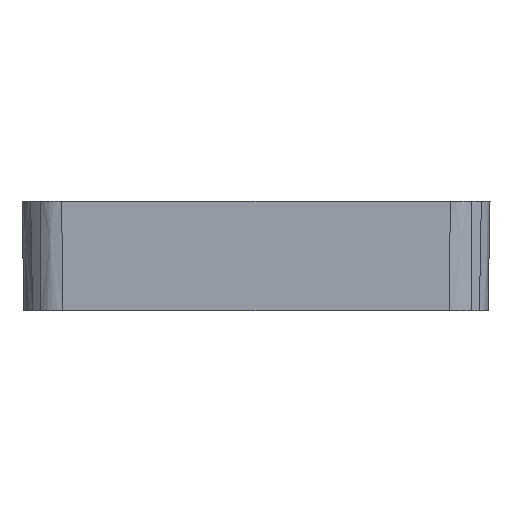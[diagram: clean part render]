
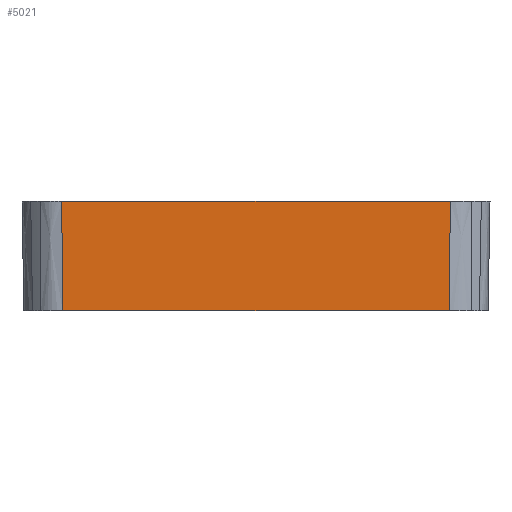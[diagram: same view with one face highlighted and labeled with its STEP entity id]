
A CAD part, left-side view. The second image highlights one B-rep face of the part: STEP entity #5021.
In plain terms, the highlighted planar face has unit normal (-1, 0, -0.018).
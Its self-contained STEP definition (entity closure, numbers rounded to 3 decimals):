
#191 = EDGE_CURVE ( 'NONE', #1740, #1742, #3170, .T. ) ;
#195 = EDGE_CURVE ( 'NONE', #1742, #1741, #2321, .T. ) ;
#198 = EDGE_CURVE ( 'NONE', #1738, #1740, #2324, .T. ) ;
#201 = EDGE_CURVE ( 'NONE', #1738, #1741, #3179, .T. ) ;
#377 = CARTESIAN_POINT ( 'NONE',  ( -14.878, 13.182, 0. ) ) ;
#385 = DIRECTION ( 'NONE',  ( 0., -1., 0. ) ) ;
#390 = CARTESIAN_POINT ( 'NONE',  ( -14.878, -12.401, 0. ) ) ;
#395 = CARTESIAN_POINT ( 'NONE',  ( -14.898, -12.409, 1.168 ) ) ;
#396 = CARTESIAN_POINT ( 'NONE',  ( -14.919, -12.417, 2.337 ) ) ;
#397 = CARTESIAN_POINT ( 'NONE',  ( -14.939, -12.425, 3.505 ) ) ;
#398 = CARTESIAN_POINT ( 'NONE',  ( -14.959, -12.434, 4.67 ) ) ;
#399 = CARTESIAN_POINT ( 'NONE',  ( -14.98, -12.442, 5.835 ) ) ;
#400 = CARTESIAN_POINT ( 'NONE',  ( -15., -12.45, 7. ) ) ;
#401 = CARTESIAN_POINT ( 'NONE',  ( -15., 12.45, 7. ) ) ;
#415 = CARTESIAN_POINT ( 'NONE',  ( -14.98, 12.442, 5.835 ) ) ;
#416 = CARTESIAN_POINT ( 'NONE',  ( -14.959, 12.434, 4.67 ) ) ;
#417 = CARTESIAN_POINT ( 'NONE',  ( -14.939, 12.425, 3.505 ) ) ;
#418 = CARTESIAN_POINT ( 'NONE',  ( -14.919, 12.417, 2.337 ) ) ;
#419 = CARTESIAN_POINT ( 'NONE',  ( -14.898, 12.409, 1.168 ) ) ;
#420 = CARTESIAN_POINT ( 'NONE',  ( -14.878, 12.401, 0. ) ) ;
#434 = CARTESIAN_POINT ( 'NONE',  ( -15., 13.182, 7. ) ) ;
#435 = DIRECTION ( 'NONE',  ( 0., -1., 0. ) ) ;
#769 = CARTESIAN_POINT ( 'NONE',  ( -15., 12.45, 7. ) ) ;
#771 = CARTESIAN_POINT ( 'NONE',  ( -14.878, 12.401, 0. ) ) ;
#772 = CARTESIAN_POINT ( 'NONE',  ( -15., -12.45, 7. ) ) ;
#773 = CARTESIAN_POINT ( 'NONE',  ( -14.878, -12.401, 0. ) ) ;
#1738 = VERTEX_POINT ( 'NONE', #769 ) ;
#1740 = VERTEX_POINT ( 'NONE', #771 ) ;
#1741 = VERTEX_POINT ( 'NONE', #772 ) ;
#1742 = VERTEX_POINT ( 'NONE', #773 ) ;
#2321 = B_SPLINE_CURVE_WITH_KNOTS ( 'NONE', 3,
 ( #390, #395, #396, #397, #398, #399, #400 ),
 .UNSPECIFIED., .F., .F.,
 ( 4, 3, 4 ),
 ( 0., 0.004, 0.007 ),
 .UNSPECIFIED. ) ;
#2324 = B_SPLINE_CURVE_WITH_KNOTS ( 'NONE', 3,
 ( #401, #415, #416, #417, #418, #419, #420 ),
 .UNSPECIFIED., .F., .F.,
 ( 4, 3, 4 ),
 ( 0., 0.003, 0.007 ),
 .UNSPECIFIED. ) ;
#2486 = ORIENTED_EDGE ( 'NONE', *, *, #198, .T. ) ;
#2495 = ORIENTED_EDGE ( 'NONE', *, *, #201, .F. ) ;
#2496 = ORIENTED_EDGE ( 'NONE', *, *, #191, .T. ) ;
#2497 = ORIENTED_EDGE ( 'NONE', *, *, #195, .T. ) ;
#2907 = EDGE_LOOP ( 'NONE', ( #2495, #2486, #2496, #2497 ) ) ;
#3167 = VECTOR ( 'NONE', #435, 1000. ) ;
#3170 = LINE ( 'NONE', #377, #3172 ) ;
#3172 = VECTOR ( 'NONE', #385, 1000. ) ;
#3179 = LINE ( 'NONE', #434, #3167 ) ;
#3385 = AXIS2_PLACEMENT_3D ( 'NONE', #3830, #3840, #3841 ) ;
#3830 = CARTESIAN_POINT ( 'NONE',  ( -14.878, 13.182, 0. ) ) ;
#3831 = PLANE ( 'NONE',  #3385 ) ;
#3840 = DIRECTION ( 'NONE',  ( -1., 0., -0.017 ) ) ;
#3841 = DIRECTION ( 'NONE',  ( -0.017, 0., 1. ) ) ;
#4755 = FACE_OUTER_BOUND ( 'NONE', #2907, .T. ) ;
#5021 = ADVANCED_FACE ( 'NONE', ( #4755 ), #3831, .T. ) ;
